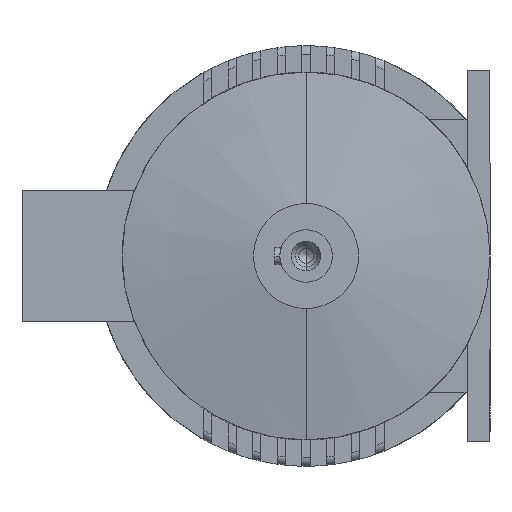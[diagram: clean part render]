
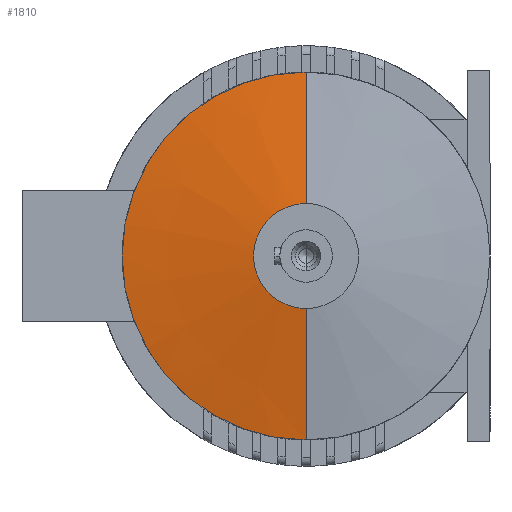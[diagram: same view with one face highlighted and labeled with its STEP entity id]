
A CAD part, left-side view. The second image highlights one B-rep face of the part: STEP entity #1810.
In plain terms, the highlighted conical face has half-angle 81.008 degrees and reference radius 112 mm.
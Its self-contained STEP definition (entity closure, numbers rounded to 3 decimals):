
#1810 = ADVANCED_FACE ( 'NONE', ( #5252 ), #5257, .T. ) ;
#1907 = EDGE_CURVE ( 'NONE', #4075, #5049, #5342, .T. ) ;
#1909 = EDGE_CURVE ( 'NONE', #4075, #3983, #5348, .T. ) ;
#1911 = EDGE_CURVE ( 'NONE', #5049, #5018, #5349, .T. ) ;
#1912 = EDGE_CURVE ( 'NONE', #3983, #5018, #5346, .T. ) ;
#2445 = CARTESIAN_POINT ( 'NONE',  ( 106.67, 0., 32. ) ) ;
#2592 = CARTESIAN_POINT ( 'NONE',  ( 119.33, 0., 112. ) ) ;
#2635 = CARTESIAN_POINT ( 'NONE',  ( 119.33, 0., -112. ) ) ;
#3048 = CARTESIAN_POINT ( 'NONE',  ( 106.67, 0., -32. ) ) ;
#3783 = DIRECTION ( 'NONE',  ( 0.156, 0., -0.988 ) ) ;
#3784 = CARTESIAN_POINT ( 'NONE',  ( 119.33, 0., -112. ) ) ;
#3786 = DIRECTION ( 'NONE',  ( 0., 0., 1. ) ) ;
#3787 = DIRECTION ( 'NONE',  ( -1., 0., 0. ) ) ;
#3789 = CARTESIAN_POINT ( 'NONE',  ( 119.33, 0., 0. ) ) ;
#3792 = DIRECTION ( 'NONE',  ( 0., 0., 1. ) ) ;
#3793 = DIRECTION ( 'NONE',  ( -1., 0., 0. ) ) ;
#3794 = CARTESIAN_POINT ( 'NONE',  ( 106.67, 0., 0. ) ) ;
#3798 = DIRECTION ( 'NONE',  ( 0.156, 0., 0.988 ) ) ;
#3860 = CARTESIAN_POINT ( 'NONE',  ( 119.33, 0., 112. ) ) ;
#3983 = VERTEX_POINT ( 'NONE', #3048 ) ;
#4075 = VERTEX_POINT ( 'NONE', #2445 ) ;
#4093 = DIRECTION ( 'NONE',  ( 1., 0., 0. ) ) ;
#4094 = CARTESIAN_POINT ( 'NONE',  ( 119.33, 0., 0. ) ) ;
#4098 = DIRECTION ( 'NONE',  ( 0., 0., -1. ) ) ;
#5018 = VERTEX_POINT ( 'NONE', #2635 ) ;
#5049 = VERTEX_POINT ( 'NONE', #2592 ) ;
#5107 = AXIS2_PLACEMENT_3D ( 'NONE', #3794, #3793, #3792 ) ;
#5113 = AXIS2_PLACEMENT_3D ( 'NONE', #3789, #3787, #3786 ) ;
#5252 = FACE_OUTER_BOUND ( 'NONE', #6974, .T. ) ;
#5257 = CONICAL_SURFACE ( 'NONE', #5442, 112., 1.414 ) ;
#5339 = VECTOR ( 'NONE', #3798, 1000. ) ;
#5342 = LINE ( 'NONE', #3860, #5339 ) ;
#5346 = LINE ( 'NONE', #3784, #5347 ) ;
#5347 = VECTOR ( 'NONE', #3783, 1000. ) ;
#5348 = CIRCLE ( 'NONE', #5107, 32. ) ;
#5349 = CIRCLE ( 'NONE', #5113, 112. ) ;
#5442 = AXIS2_PLACEMENT_3D ( 'NONE', #4094, #4093, #4098 ) ;
#6288 = ORIENTED_EDGE ( 'NONE', *, *, #1907, .T. ) ;
#6289 = ORIENTED_EDGE ( 'NONE', *, *, #1909, .F. ) ;
#6290 = ORIENTED_EDGE ( 'NONE', *, *, #1911, .T. ) ;
#6291 = ORIENTED_EDGE ( 'NONE', *, *, #1912, .F. ) ;
#6974 = EDGE_LOOP ( 'NONE', ( #6289, #6288, #6290, #6291 ) ) ;
